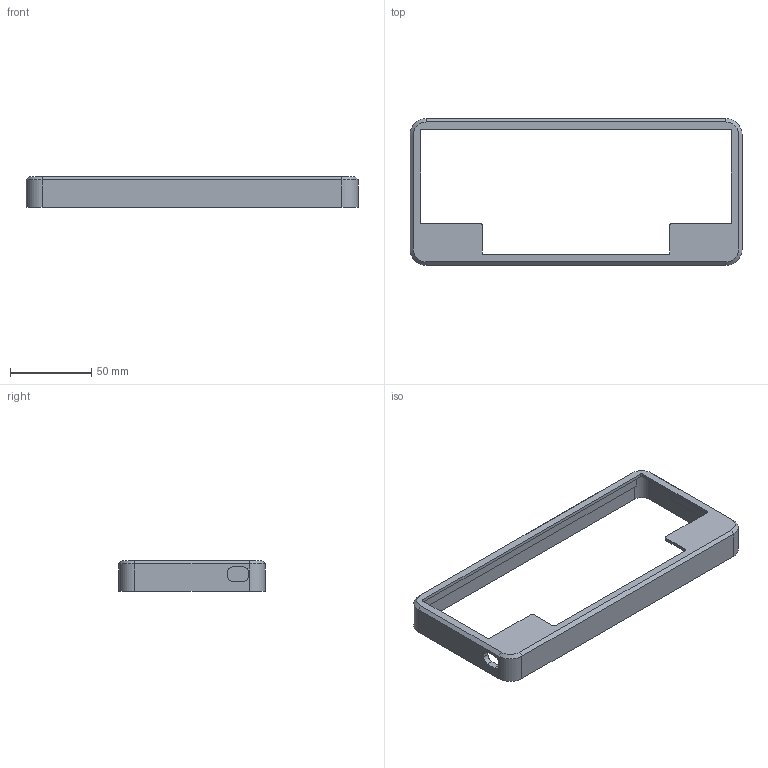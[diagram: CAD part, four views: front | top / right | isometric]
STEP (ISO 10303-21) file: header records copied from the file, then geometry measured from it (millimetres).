
FILE_DESCRIPTION(/* description */ (''),/* implementation_level */ '2;1');
FILE_NAME(/* name */ 'FrictionFitTop-Chamfer.step',/* time_stamp */ '2022-03-19T23:32:04-05:00',/* author */ (''),/* organization */ (''),/* preprocessor_version */ 'ST-DEVELOPER v18.1',/* originating_system */ 'Autodesk Translation Framework v10.13.0.1454',/* authorisation */ '');
FILE_SCHEMA (('AUTOMOTIVE_DESIGN { 1 0 10303 214 3 1 1 }'));
Length unit declared in the file: millimetre
Products named in the file (1): free willy top
Bounding box: 204.55 x 90.25 x 18.9 mm (x, y, z)
Volume: 49101.6 mm3; surface area: 30534.7 mm2
Topology: 1 solids, 1 shells, 67 faces, 185 edges, 120 vertices
Faces by surface type: plane 43, cylinder 20, cone 4
Entity records: 2166 total; most frequent: CARTESIAN_POINT 373, ORIENTED_EDGE 370, DIRECTION 367, EDGE_CURVE 185, LINE 139, VECTOR 139, VERTEX_POINT 120, AXIS2_PLACEMENT_3D 114
